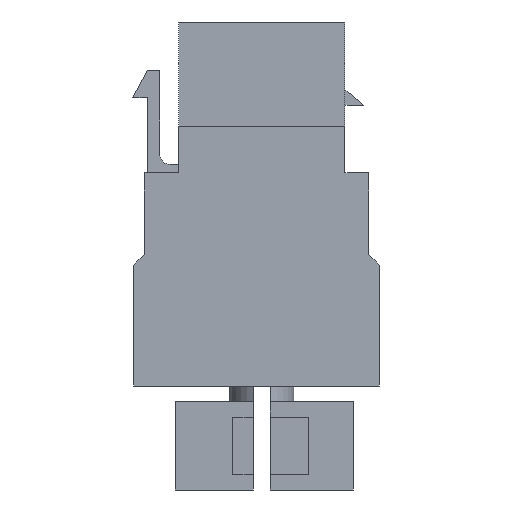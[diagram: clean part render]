
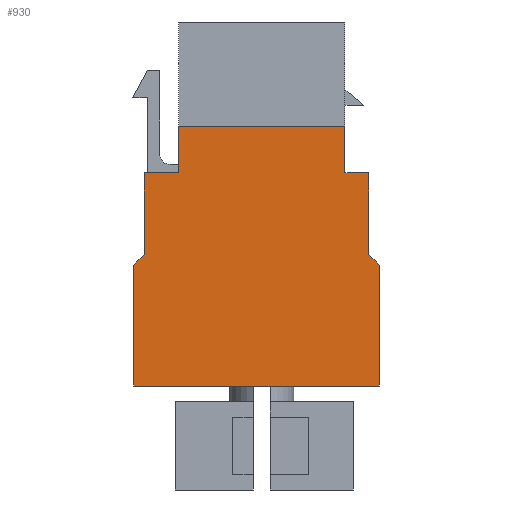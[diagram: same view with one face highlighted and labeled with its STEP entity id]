
A CAD part, left-side view. The second image highlights one B-rep face of the part: STEP entity #930.
In plain terms, the highlighted planar face has unit normal (-1, 0, 0).
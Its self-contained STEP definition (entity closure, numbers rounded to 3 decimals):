
#133 = VECTOR ( 'NONE', #5282, 1000. ) ;
#197 = LINE ( 'NONE', #3868, #2100 ) ;
#236 = EDGE_LOOP ( 'NONE', ( #1701, #3277, #1309, #1982, #3845, #4310, #2320, #2574, #3407, #1576, #1938, #5203 ) ) ;
#317 = PLANE ( 'NONE',  #914 ) ;
#367 = LINE ( 'NONE', #5230, #4560 ) ;
#377 = DIRECTION ( 'NONE',  ( 0., 0., 1. ) ) ;
#436 = DIRECTION ( 'NONE',  ( 0., 0., -1. ) ) ;
#482 = VERTEX_POINT ( 'NONE', #2428 ) ;
#524 = EDGE_CURVE ( 'NONE', #1542, #2010, #1995, .T. ) ;
#534 = VECTOR ( 'NONE', #4038, 1000. ) ;
#550 = DIRECTION ( 'NONE',  ( 0., 0., 1. ) ) ;
#558 = VERTEX_POINT ( 'NONE', #1862 ) ;
#659 = DIRECTION ( 'NONE',  ( 0., 1., 0. ) ) ;
#727 = LINE ( 'NONE', #4570, #5056 ) ;
#866 = EDGE_CURVE ( 'NONE', #3550, #558, #3459, .T. ) ;
#906 = VECTOR ( 'NONE', #3468, 1000. ) ;
#914 = AXIS2_PLACEMENT_3D ( 'NONE', #3159, #4382, #1948 ) ;
#930 = ADVANCED_FACE ( 'NONE', ( #4158 ), #317, .F. ) ;
#953 = VECTOR ( 'NONE', #3840, 1000. ) ;
#963 = CARTESIAN_POINT ( 'NONE',  ( -8.8, -11.3, -25. ) ) ;
#1015 = CARTESIAN_POINT ( 'NONE',  ( -8.8, -8., -4.5 ) ) ;
#1025 = VERTEX_POINT ( 'NONE', #2835 ) ;
#1056 = CARTESIAN_POINT ( 'NONE',  ( -8.8, 11.3, -4.5 ) ) ;
#1088 = VERTEX_POINT ( 'NONE', #3901 ) ;
#1102 = LINE ( 'NONE', #1056, #5187 ) ;
#1212 = LINE ( 'NONE', #4848, #133 ) ;
#1309 = ORIENTED_EDGE ( 'NONE', *, *, #4465, .T. ) ;
#1433 = CARTESIAN_POINT ( 'NONE',  ( -8.8, 12., -25. ) ) ;
#1542 = VERTEX_POINT ( 'NONE', #5159 ) ;
#1576 = ORIENTED_EDGE ( 'NONE', *, *, #3543, .T. ) ;
#1701 = ORIENTED_EDGE ( 'NONE', *, *, #4048, .T. ) ;
#1767 = EDGE_CURVE ( 'NONE', #4699, #1025, #727, .T. ) ;
#1834 = DIRECTION ( 'NONE',  ( 0., 0., -1. ) ) ;
#1862 = CARTESIAN_POINT ( 'NONE',  ( -8.8, 8., 0. ) ) ;
#1938 = ORIENTED_EDGE ( 'NONE', *, *, #1767, .T. ) ;
#1948 = DIRECTION ( 'NONE',  ( 0., -1., 0. ) ) ;
#1967 = CARTESIAN_POINT ( 'NONE',  ( -8.8, -8., 0. ) ) ;
#1982 = ORIENTED_EDGE ( 'NONE', *, *, #4414, .F. ) ;
#1995 = LINE ( 'NONE', #3886, #4036 ) ;
#2010 = VERTEX_POINT ( 'NONE', #2807 ) ;
#2015 = EDGE_CURVE ( 'NONE', #558, #4403, #2691, .T. ) ;
#2100 = VECTOR ( 'NONE', #1834, 1000. ) ;
#2320 = ORIENTED_EDGE ( 'NONE', *, *, #866, .F. ) ;
#2415 = CARTESIAN_POINT ( 'NONE',  ( -8.8, 8., -4.5 ) ) ;
#2428 = CARTESIAN_POINT ( 'NONE',  ( -8.8, -11.3, -25. ) ) ;
#2453 = CARTESIAN_POINT ( 'NONE',  ( -8.8, 11.3, -12.376 ) ) ;
#2503 = VECTOR ( 'NONE', #550, 1000. ) ;
#2574 = ORIENTED_EDGE ( 'NONE', *, *, #2749, .T. ) ;
#2691 = LINE ( 'NONE', #3223, #534 ) ;
#2749 = EDGE_CURVE ( 'NONE', #3550, #2842, #1102, .T. ) ;
#2807 = CARTESIAN_POINT ( 'NONE',  ( -8.8, -10.3, -12.376 ) ) ;
#2817 = LINE ( 'NONE', #2453, #3655 ) ;
#2835 = CARTESIAN_POINT ( 'NONE',  ( -8.8, 12.3, -25. ) ) ;
#2842 = VERTEX_POINT ( 'NONE', #3945 ) ;
#3047 = EDGE_CURVE ( 'NONE', #2842, #4291, #2817, .T. ) ;
#3064 = DIRECTION ( 'NONE',  ( 0., 0.707, 0.707 ) ) ;
#3121 = LINE ( 'NONE', #963, #953 ) ;
#3159 = CARTESIAN_POINT ( 'NONE',  ( -8.8, 0., 0. ) ) ;
#3196 = LINE ( 'NONE', #1433, #906 ) ;
#3223 = CARTESIAN_POINT ( 'NONE',  ( -8.8, -8., 0. ) ) ;
#3277 = ORIENTED_EDGE ( 'NONE', *, *, #524, .T. ) ;
#3367 = EDGE_CURVE ( 'NONE', #4403, #4756, #197, .T. ) ;
#3382 = CARTESIAN_POINT ( 'NONE',  ( -8.8, 8., 0. ) ) ;
#3392 = EDGE_CURVE ( 'NONE', #1025, #482, #3196, .T. ) ;
#3407 = ORIENTED_EDGE ( 'NONE', *, *, #3047, .T. ) ;
#3438 = CARTESIAN_POINT ( 'NONE',  ( -8.8, 12.3, -13.376 ) ) ;
#3459 = LINE ( 'NONE', #3382, #2503 ) ;
#3468 = DIRECTION ( 'NONE',  ( 0., -1., 0. ) ) ;
#3521 = CARTESIAN_POINT ( 'NONE',  ( -8.8, 11.3, -12.376 ) ) ;
#3543 = EDGE_CURVE ( 'NONE', #4291, #4699, #1212, .T. ) ;
#3550 = VERTEX_POINT ( 'NONE', #2415 ) ;
#3635 = CARTESIAN_POINT ( 'NONE',  ( -8.8, -10.3, -12.376 ) ) ;
#3655 = VECTOR ( 'NONE', #436, 1000. ) ;
#3840 = DIRECTION ( 'NONE',  ( 0., 0., 1. ) ) ;
#3845 = ORIENTED_EDGE ( 'NONE', *, *, #3367, .F. ) ;
#3868 = CARTESIAN_POINT ( 'NONE',  ( -8.8, -8., -4.5 ) ) ;
#3886 = CARTESIAN_POINT ( 'NONE',  ( -8.8, -11.3, -13.376 ) ) ;
#3901 = CARTESIAN_POINT ( 'NONE',  ( -8.8, -10.3, -4.5 ) ) ;
#3945 = CARTESIAN_POINT ( 'NONE',  ( -8.8, 11.3, -4.5 ) ) ;
#4036 = VECTOR ( 'NONE', #3064, 1000. ) ;
#4038 = DIRECTION ( 'NONE',  ( 0., -1., 0. ) ) ;
#4048 = EDGE_CURVE ( 'NONE', #482, #1542, #3121, .T. ) ;
#4158 = FACE_OUTER_BOUND ( 'NONE', #236, .T. ) ;
#4291 = VERTEX_POINT ( 'NONE', #3521 ) ;
#4303 = VECTOR ( 'NONE', #377, 1000. ) ;
#4310 = ORIENTED_EDGE ( 'NONE', *, *, #2015, .F. ) ;
#4382 = DIRECTION ( 'NONE',  ( 1., 0., 0. ) ) ;
#4403 = VERTEX_POINT ( 'NONE', #1967 ) ;
#4414 = EDGE_CURVE ( 'NONE', #4756, #1088, #367, .T. ) ;
#4427 = LINE ( 'NONE', #3635, #4303 ) ;
#4465 = EDGE_CURVE ( 'NONE', #2010, #1088, #4427, .T. ) ;
#4560 = VECTOR ( 'NONE', #4828, 1000. ) ;
#4570 = CARTESIAN_POINT ( 'NONE',  ( -8.8, 12.3, -25. ) ) ;
#4699 = VERTEX_POINT ( 'NONE', #3438 ) ;
#4756 = VERTEX_POINT ( 'NONE', #1015 ) ;
#4828 = DIRECTION ( 'NONE',  ( 0., -1., 0. ) ) ;
#4848 = CARTESIAN_POINT ( 'NONE',  ( -8.8, 12.3, -13.376 ) ) ;
#4980 = DIRECTION ( 'NONE',  ( 0., 0., -1. ) ) ;
#5056 = VECTOR ( 'NONE', #4980, 1000. ) ;
#5159 = CARTESIAN_POINT ( 'NONE',  ( -8.8, -11.3, -13.376 ) ) ;
#5187 = VECTOR ( 'NONE', #659, 1000. ) ;
#5203 = ORIENTED_EDGE ( 'NONE', *, *, #3392, .T. ) ;
#5230 = CARTESIAN_POINT ( 'NONE',  ( -8.8, -10., -4.5 ) ) ;
#5282 = DIRECTION ( 'NONE',  ( 0., 0.707, -0.707 ) ) ;
